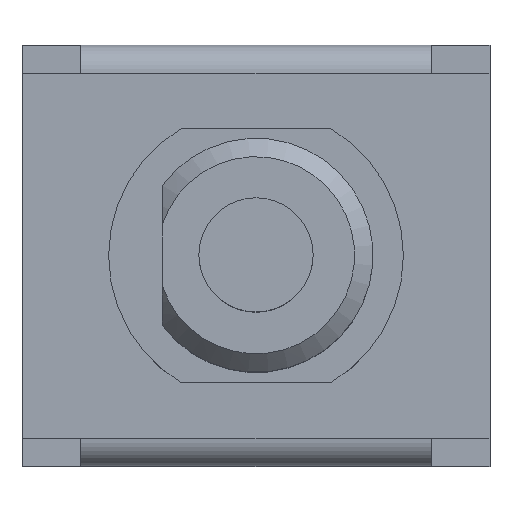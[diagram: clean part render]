
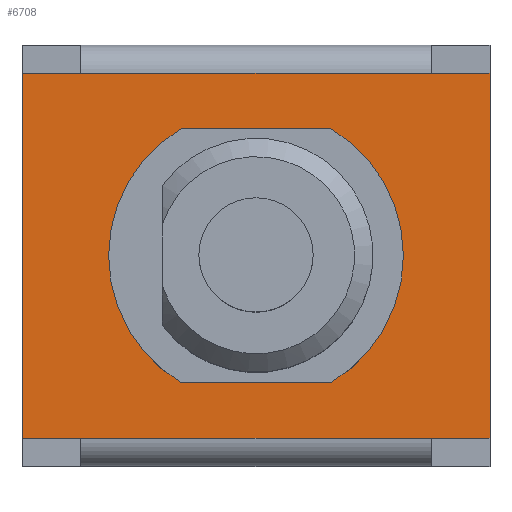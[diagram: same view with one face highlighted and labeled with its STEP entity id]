
A CAD part, top view. The second image highlights one B-rep face of the part: STEP entity #6708.
In plain terms, the highlighted planar face has unit normal (0, 0, 1).
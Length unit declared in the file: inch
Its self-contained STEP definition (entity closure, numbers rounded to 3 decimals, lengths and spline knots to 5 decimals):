
#5648=CARTESIAN_POINT('',(-0.07969,0.13583,0.35079));
#5649=VERTEX_POINT('',#5648);
#5656=CARTESIAN_POINT('',(-0.07969,-0.13583,0.35079));
#5657=VERTEX_POINT('',#5656);
#5658=CARTESIAN_POINT('',(0.,0.0,0.35079));
#5659=DIRECTION('',(0.0,0.0,-1.0));
#5660=DIRECTION('',(0.506,-0.862,0.0));
#5661=AXIS2_PLACEMENT_3D('',#5658,#5659,#5660);
#5662=CIRCLE('',#5661,0.15748);
#5663=EDGE_CURVE('',#5657,#5649,#5662,.T.);
#5680=CARTESIAN_POINT('',(0.07969,0.13583,0.35079));
#5681=VERTEX_POINT('',#5680);
#5688=CARTESIAN_POINT('',(-0.07969,0.13583,0.35079));
#5689=DIRECTION('',(1.0,0.0,0.0));
#5690=VECTOR('',#5689,0.15939);
#5691=LINE('',#5688,#5690);
#5692=EDGE_CURVE('',#5649,#5681,#5691,.T.);
#5704=CARTESIAN_POINT('',(0.07969,-0.13583,0.35079));
#5705=VERTEX_POINT('',#5704);
#5712=CARTESIAN_POINT('',(0.,0.0,0.35079));
#5713=DIRECTION('',(0.0,0.0,-1.0));
#5714=DIRECTION('',(-0.506,0.863,0.0));
#5715=AXIS2_PLACEMENT_3D('',#5712,#5713,#5714);
#5716=CIRCLE('',#5715,0.15748);
#5717=EDGE_CURVE('',#5681,#5705,#5716,.T.);
#5730=CARTESIAN_POINT('',(0.07969,-0.13583,0.35079));
#5731=DIRECTION('',(-1.0,0.0,0.0));
#5732=VECTOR('',#5731,0.15939);
#5733=LINE('',#5730,#5732);
#5734=EDGE_CURVE('',#5705,#5657,#5733,.T.);
#5875=CARTESIAN_POINT('',(0.18701,-0.19508,0.35079));
#5876=VERTEX_POINT('',#5875);
#5948=CARTESIAN_POINT('',(-0.18701,0.19508,0.35079));
#5949=VERTEX_POINT('',#5948);
#6377=CARTESIAN_POINT('',(0.18701,0.19508,0.35079));
#6378=VERTEX_POINT('',#6377);
#6410=CARTESIAN_POINT('',(-0.18701,-0.19508,0.35079));
#6411=VERTEX_POINT('',#6410);
#6513=CARTESIAN_POINT('',(0.25,0.19508,0.35079));
#6514=VERTEX_POINT('',#6513);
#6530=CARTESIAN_POINT('',(0.18701,0.19508,0.35079));
#6531=DIRECTION('',(1.0,0.0,0.0));
#6532=VECTOR('',#6531,0.06299);
#6533=LINE('',#6530,#6532);
#6534=EDGE_CURVE('',#6378,#6514,#6533,.T.);
#6546=CARTESIAN_POINT('',(0.25,-0.19508,0.35079));
#6547=VERTEX_POINT('',#6546);
#6554=CARTESIAN_POINT('',(0.18701,-0.19508,0.35079));
#6555=DIRECTION('',(1.0,0.0,0.0));
#6556=VECTOR('',#6555,0.06299);
#6557=LINE('',#6554,#6556);
#6558=EDGE_CURVE('',#5876,#6547,#6557,.T.);
#6575=CARTESIAN_POINT('',(-0.25,-0.19508,0.35079));
#6576=VERTEX_POINT('',#6575);
#6592=CARTESIAN_POINT('',(-0.18701,-0.19508,0.35079));
#6593=DIRECTION('',(-1.0,0.0,0.0));
#6594=VECTOR('',#6593,0.06299);
#6595=LINE('',#6592,#6594);
#6596=EDGE_CURVE('',#6411,#6576,#6595,.T.);
#6608=CARTESIAN_POINT('',(-0.25,0.19508,0.35079));
#6609=VERTEX_POINT('',#6608);
#6616=CARTESIAN_POINT('',(-0.18701,0.19508,0.35079));
#6617=DIRECTION('',(-1.0,0.0,0.0));
#6618=VECTOR('',#6617,0.06299);
#6619=LINE('',#6616,#6618);
#6620=EDGE_CURVE('',#5949,#6609,#6619,.T.);
#6647=CARTESIAN_POINT('',(0.18701,-0.19508,0.35079));
#6648=DIRECTION('',(-1.0,0.0,0.0));
#6649=VECTOR('',#6648,0.37402);
#6650=LINE('',#6647,#6649);
#6651=EDGE_CURVE('',#5876,#6411,#6650,.T.);
#6672=CARTESIAN_POINT('',(-0.275,-0.21459,0.35079));
#6673=DIRECTION('',(0.0,0.0,1.0));
#6674=DIRECTION('',(1.0,0.0,0.0));
#6675=AXIS2_PLACEMENT_3D('',#6672,#6673,#6674);
#6676=PLANE('',#6675);
#6677=CARTESIAN_POINT('',(0.18701,0.19508,0.35079));
#6678=DIRECTION('',(-1.0,0.0,0.0));
#6679=VECTOR('',#6678,0.37402);
#6680=LINE('',#6677,#6679);
#6681=EDGE_CURVE('',#6378,#5949,#6680,.T.);
#6682=ORIENTED_EDGE('',*,*,#6681,.T.);
#6683=ORIENTED_EDGE('',*,*,#6620,.T.);
#6684=CARTESIAN_POINT('',(-0.25,0.19508,0.35079));
#6685=DIRECTION('',(0.0,-1.0,0.0));
#6686=VECTOR('',#6685,0.39016);
#6687=LINE('',#6684,#6686);
#6688=EDGE_CURVE('',#6609,#6576,#6687,.T.);
#6689=ORIENTED_EDGE('',*,*,#6688,.T.);
#6690=ORIENTED_EDGE('',*,*,#6596,.F.);
#6691=ORIENTED_EDGE('',*,*,#6651,.F.);
#6692=ORIENTED_EDGE('',*,*,#6558,.T.);
#6693=CARTESIAN_POINT('',(0.25,-0.19508,0.35079));
#6694=DIRECTION('',(0.0,1.0,0.0));
#6695=VECTOR('',#6694,0.39016);
#6696=LINE('',#6693,#6695);
#6697=EDGE_CURVE('',#6547,#6514,#6696,.T.);
#6698=ORIENTED_EDGE('',*,*,#6697,.T.);
#6699=ORIENTED_EDGE('',*,*,#6534,.F.);
#6700=EDGE_LOOP('',(#6682,#6683,#6689,#6690,#6691,#6692,#6698,#6699));
#6701=FACE_OUTER_BOUND('',#6700,.T.);
#6702=ORIENTED_EDGE('',*,*,#5663,.T.);
#6703=ORIENTED_EDGE('',*,*,#5692,.T.);
#6704=ORIENTED_EDGE('',*,*,#5717,.T.);
#6705=ORIENTED_EDGE('',*,*,#5734,.T.);
#6706=EDGE_LOOP('',(#6702,#6703,#6704,#6705));
#6707=FACE_BOUND('',#6706,.T.);
#6708=ADVANCED_FACE('',(#6701,#6707),#6676,.T.);
